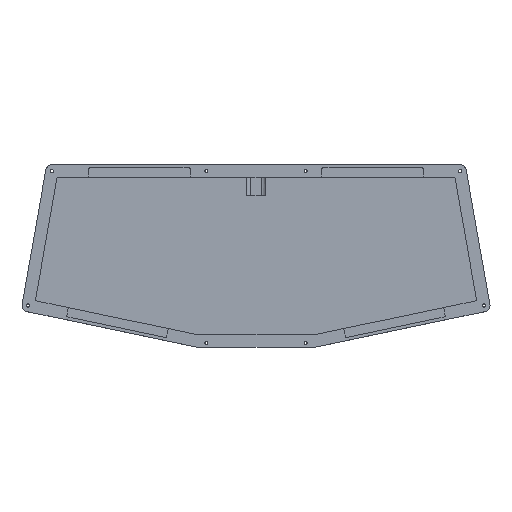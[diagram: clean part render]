
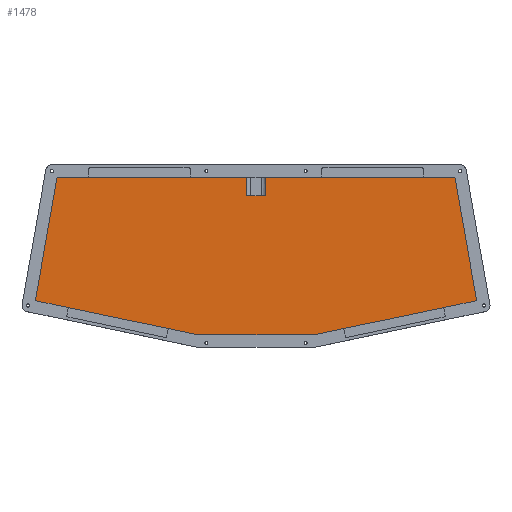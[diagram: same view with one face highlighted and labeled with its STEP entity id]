
A CAD part, top view. The second image highlights one B-rep face of the part: STEP entity #1478.
In plain terms, the highlighted planar face has unit normal (0, 0, 1).
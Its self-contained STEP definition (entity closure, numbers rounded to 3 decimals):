
#54=LINE('',#2304,#190);
#63=LINE('',#2327,#199);
#67=LINE('',#2339,#203);
#71=LINE('',#2355,#207);
#112=LINE('',#2465,#248);
#113=LINE('',#2467,#249);
#114=LINE('',#2469,#250);
#115=LINE('',#2470,#251);
#116=LINE('',#2472,#252);
#117=LINE('',#2473,#253);
#190=VECTOR('',#1875,10.);
#199=VECTOR('',#1892,10.);
#203=VECTOR('',#1904,10.);
#207=VECTOR('',#1916,10.);
#248=VECTOR('',#2019,10.);
#249=VECTOR('',#2020,10.);
#250=VECTOR('',#2021,10.);
#251=VECTOR('',#2022,10.);
#252=VECTOR('',#2023,10.);
#253=VECTOR('',#2024,10.);
#404=FACE_OUTER_BOUND('',#501,.T.);
#501=EDGE_LOOP('',(#1202,#1203,#1204,#1205,#1206,#1207,#1208,#1209,#1210,
#1211,#1212,#1213,#1214,#1215));
#581=CIRCLE('',#1603,1.);
#583=CIRCLE('',#1607,1.);
#585=CIRCLE('',#1611,1.);
#603=CIRCLE('',#1646,1.);
#668=VERTEX_POINT('',#2294);
#669=VERTEX_POINT('',#2295);
#672=VERTEX_POINT('',#2303);
#678=VERTEX_POINT('',#2317);
#679=VERTEX_POINT('',#2318);
#682=VERTEX_POINT('',#2326);
#684=VERTEX_POINT('',#2332);
#686=VERTEX_POINT('',#2338);
#693=VERTEX_POINT('',#2352);
#694=VERTEX_POINT('',#2354);
#731=VERTEX_POINT('',#2459);
#733=VERTEX_POINT('',#2466);
#734=VERTEX_POINT('',#2468);
#735=VERTEX_POINT('',#2471);
#829=EDGE_CURVE('',#668,#669,#581,.T.);
#833=EDGE_CURVE('',#668,#672,#54,.T.);
#840=EDGE_CURVE('',#678,#679,#583,.T.);
#844=EDGE_CURVE('',#678,#682,#63,.T.);
#847=EDGE_CURVE('',#684,#682,#585,.T.);
#850=EDGE_CURVE('',#684,#686,#67,.T.);
#858=EDGE_CURVE('',#693,#694,#71,.T.);
#910=EDGE_CURVE('',#731,#694,#603,.T.);
#913=EDGE_CURVE('',#731,#669,#112,.T.);
#914=EDGE_CURVE('',#693,#733,#113,.F.);
#915=EDGE_CURVE('',#733,#734,#114,.T.);
#916=EDGE_CURVE('',#686,#734,#115,.T.);
#917=EDGE_CURVE('',#735,#679,#116,.T.);
#918=EDGE_CURVE('',#672,#735,#117,.T.);
#1202=ORIENTED_EDGE('',*,*,#829,.T.);
#1203=ORIENTED_EDGE('',*,*,#913,.F.);
#1204=ORIENTED_EDGE('',*,*,#910,.T.);
#1205=ORIENTED_EDGE('',*,*,#858,.F.);
#1206=ORIENTED_EDGE('',*,*,#914,.T.);
#1207=ORIENTED_EDGE('',*,*,#915,.T.);
#1208=ORIENTED_EDGE('',*,*,#916,.F.);
#1209=ORIENTED_EDGE('',*,*,#850,.F.);
#1210=ORIENTED_EDGE('',*,*,#847,.T.);
#1211=ORIENTED_EDGE('',*,*,#844,.F.);
#1212=ORIENTED_EDGE('',*,*,#840,.T.);
#1213=ORIENTED_EDGE('',*,*,#917,.F.);
#1214=ORIENTED_EDGE('',*,*,#918,.F.);
#1215=ORIENTED_EDGE('',*,*,#833,.F.);
#1405=PLANE('',#1648);
#1478=ADVANCED_FACE('',(#404),#1405,.T.);
#1603=AXIS2_PLACEMENT_3D('',#2296,#1867,#1868);
#1607=AXIS2_PLACEMENT_3D('',#2319,#1884,#1885);
#1611=AXIS2_PLACEMENT_3D('',#2333,#1897,#1898);
#1646=AXIS2_PLACEMENT_3D('',#2460,#2012,#2013);
#1648=AXIS2_PLACEMENT_3D('',#2464,#2017,#2018);
#1867=DIRECTION('center_axis',(0.,0.,1.));
#1868=DIRECTION('ref_axis',(0.828,-0.56,0.));
#1875=DIRECTION('',(-0.979,-0.205,0.));
#1884=DIRECTION('center_axis',(0.,0.,1.));
#1885=DIRECTION('ref_axis',(-0.828,-0.56,0.));
#1892=DIRECTION('',(0.174,0.985,0.));
#1897=DIRECTION('center_axis',(0.,0.,1.));
#1898=DIRECTION('ref_axis',(-0.643,0.766,0.));
#1904=DIRECTION('',(1.,0.,0.));
#1916=DIRECTION('',(1.,0.,0.));
#2012=DIRECTION('center_axis',(0.,0.,1.));
#2013=DIRECTION('ref_axis',(0.643,0.766,0.));
#2017=DIRECTION('center_axis',(0.,0.,1.));
#2018=DIRECTION('ref_axis',(1.,0.,0.));
#2019=DIRECTION('',(0.174,-0.985,0.));
#2020=DIRECTION('',(0.,1.,0.));
#2021=DIRECTION('',(-1.,0.,0.));
#2022=DIRECTION('',(0.,-1.,0.));
#2023=DIRECTION('',(-0.979,0.205,0.));
#2024=DIRECTION('',(-1.,0.,0.));
#2294=CARTESIAN_POINT('',(200.814,-108.555,8.));
#2295=CARTESIAN_POINT('',(201.593,-107.402,8.));
#2296=CARTESIAN_POINT('Origin',(200.609,-107.576,8.));
#2303=CARTESIAN_POINT('',(96.607,-130.403,8.));
#2304=CARTESIAN_POINT('',(83.738,-133.101,8.));
#2317=CARTESIAN_POINT('',(-83.482,-107.402,8.));
#2318=CARTESIAN_POINT('',(-82.703,-108.554,8.));
#2319=CARTESIAN_POINT('Origin',(-82.497,-107.575,8.));
#2326=CARTESIAN_POINT('',(-69.718,-29.338,8.));
#2327=CARTESIAN_POINT('',(-71.989,-42.219,8.));
#2332=CARTESIAN_POINT('',(-68.733,-28.512,8.));
#2333=CARTESIAN_POINT('Origin',(-68.733,-29.512,8.));
#2338=CARTESIAN_POINT('',(52.976,-28.512,8.));
#2339=CARTESIAN_POINT('',(123.37,-28.512,8.));
#2352=CARTESIAN_POINT('',(65.157,-28.512,8.));
#2354=CARTESIAN_POINT('',(186.846,-28.512,8.));
#2355=CARTESIAN_POINT('',(123.37,-28.512,8.));
#2459=CARTESIAN_POINT('',(187.83,-29.338,8.));
#2460=CARTESIAN_POINT('Origin',(186.846,-29.512,8.));
#2464=CARTESIAN_POINT('Origin',(59.056,-79.457,8.));
#2465=CARTESIAN_POINT('',(197.14,-82.142,8.));
#2466=CARTESIAN_POINT('',(65.157,-40.512,8.));
#2467=CARTESIAN_POINT('',(65.157,-20.512,8.));
#2468=CARTESIAN_POINT('',(52.976,-40.512,8.));
#2469=CARTESIAN_POINT('',(59.061,-40.512,8.));
#2470=CARTESIAN_POINT('',(52.976,-20.512,8.));
#2471=CARTESIAN_POINT('',(21.504,-130.403,8.));
#2472=CARTESIAN_POINT('',(-18.204,-122.077,8.));
#2473=CARTESIAN_POINT('',(40.28,-130.403,8.));
